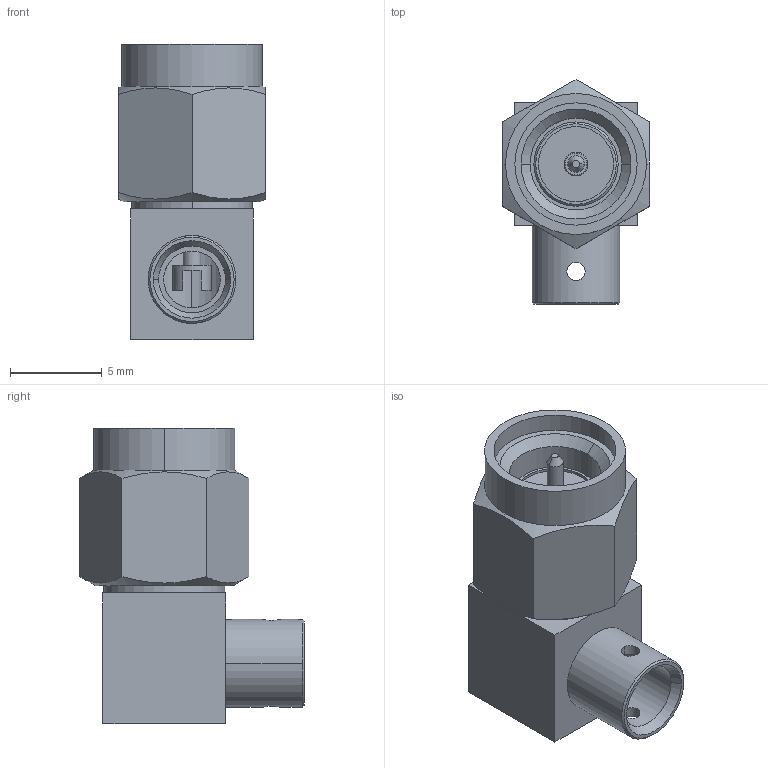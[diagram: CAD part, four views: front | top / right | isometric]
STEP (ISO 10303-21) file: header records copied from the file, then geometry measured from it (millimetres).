
FILE_DESCRIPTION (( 'STEP AP214' ), '1' );
FILE_NAME ('!ÔÈÌÄ.434521.008-20 Âèëêà êàáåëüíàÿ óãëîâàÿ.STEP', '2024-07-30T08:45:15', ( '' ), ( '' ), 'SwSTEP 2.0', 'SolidWorks 2018', '' );
FILE_SCHEMA (( 'AUTOMOTIVE_DESIGN' ));
Length unit declared in the file: millimetre
Products named in the file (1): !ÔÈÌÄ.434521.008-20 Âèëêà êàáåëüíàÿ óãëîâàÿ
Bounding box: 8 x 12.27 x 16.15 mm (x, y, z)
Volume: 634.4 mm3; surface area: 1043.9 mm2
Topology: 1 solids, 5 shells, 130 faces, 294 edges, 191 vertices
Faces by surface type: cylinder 56, plane 38, cone 22, sphere 14
Entity records: 3986 total; most frequent: CARTESIAN_POINT 934, DIRECTION 660, ORIENTED_EDGE 588, EDGE_CURVE 294, AXIS2_PLACEMENT_3D 277, VERTEX_POINT 191, EDGE_LOOP 157, CIRCLE 146
